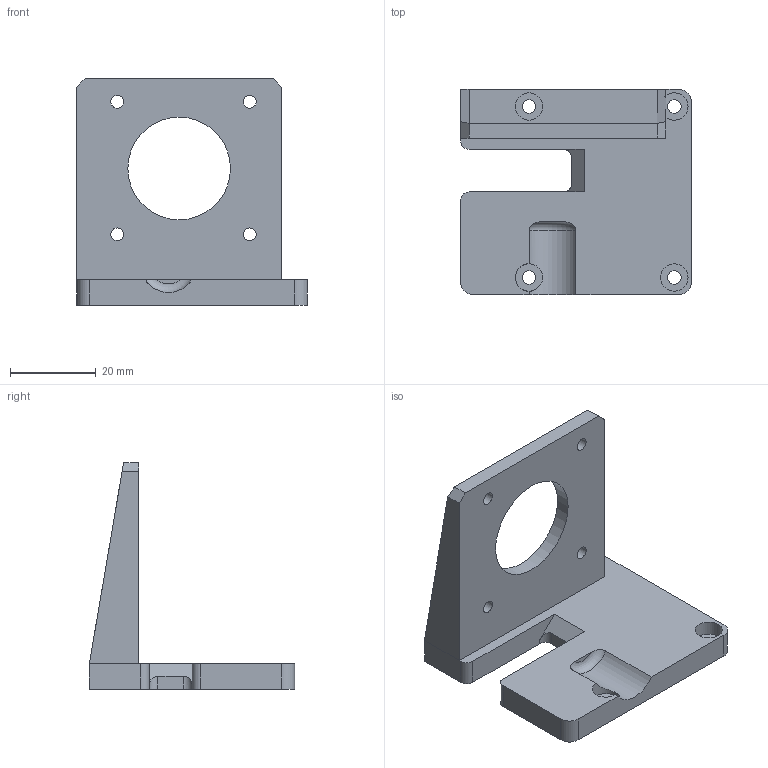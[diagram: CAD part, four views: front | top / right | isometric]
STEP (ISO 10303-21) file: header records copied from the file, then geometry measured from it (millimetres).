
FILE_DESCRIPTION(('FreeCAD Model'),'2;1');
FILE_NAME('Open CASCADE Shape Model','2023-03-04T13:48:05',('Author'),( ''),'Open CASCADE STEP processor 7.5','FreeCAD','Unknown');
FILE_SCHEMA(('AUTOMOTIVE_DESIGN { 1 0 10303 214 1 1 1 1 }'));
Length unit declared in the file: millimetre
Products named in the file (1): holder.mirrored
Bounding box: 54 x 48.01 x 53 mm (x, y, z)
Volume: 19921.9 mm3; surface area: 11458.5 mm2
Topology: 1 solids, 1 shells, 54 faces, 145 edges, 95 vertices
Faces by surface type: plane 32, cylinder 21, torus 1
Full cylindrical faces by diameter (mm): 3 x4, 3.2 x4, 6.4 x4, 24 x1
Entity records: 3935 total; most frequent: CARTESIAN_POINT 999, DIRECTION 537, LINE 299, VECTOR 299, ORIENTED_EDGE 290, PCURVE 290, DEFINITIONAL_REPRESENTATION 290, EDGE_CURVE 145
